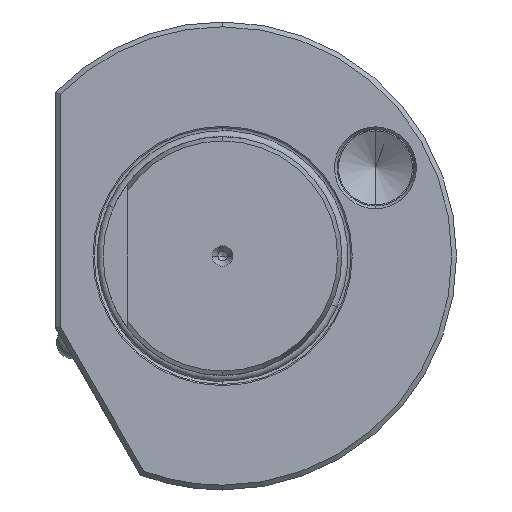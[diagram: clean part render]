
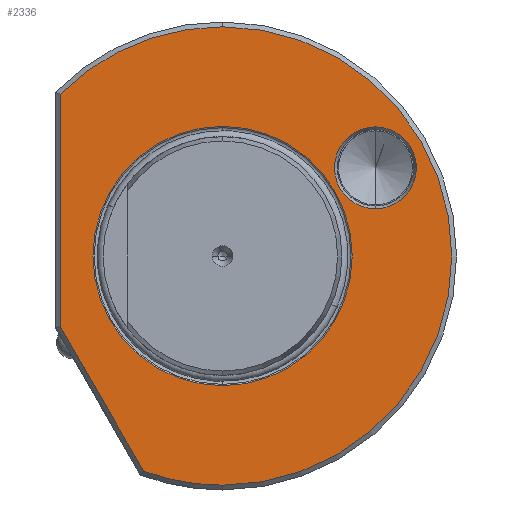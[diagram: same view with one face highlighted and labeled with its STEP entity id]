
A CAD part, left-side view. The second image highlights one B-rep face of the part: STEP entity #2336.
In plain terms, the highlighted planar face has unit normal (-1, 0, 0).
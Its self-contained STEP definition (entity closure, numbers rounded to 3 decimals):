
#1215 = CARTESIAN_POINT ( 'NONE',  ( 2., -32.01, 18.46 ) ) ;
#1218 = DIRECTION ( 'NONE',  ( 0., 0., -1. ) ) ;
#1225 = DIRECTION ( 'NONE',  ( 1., 0., 0. ) ) ;
#1235 = DIRECTION ( 'NONE',  ( 0., 0., -1. ) ) ;
#1244 = CARTESIAN_POINT ( 'NONE',  ( 2., 0., 0. ) ) ;
#1258 = DIRECTION ( 'NONE',  ( 1., 0., 0. ) ) ;
#1284 = DIRECTION ( 'NONE',  ( 0., 0., -1. ) ) ;
#1323 = DIRECTION ( 'NONE',  ( 1., 0., 0. ) ) ;
#1326 = CARTESIAN_POINT ( 'NONE',  ( 2., 0., 0. ) ) ;
#1328 = CARTESIAN_POINT ( 'NONE',  ( 2., 34., -32.848 ) ) ;
#1342 = CARTESIAN_POINT ( 'NONE',  ( 2., 38.135, -7.583 ) ) ;
#1378 = DIRECTION ( 'NONE',  ( 0., 0., -1. ) ) ;
#1395 = DIRECTION ( 'NONE',  ( 0., -0.5, -0.866 ) ) ;
#2336 = ADVANCED_FACE ( 'NONE', ( #12817, #12823, #12819 ), #32174, .F. ) ;
#3274 = CARTESIAN_POINT ( 'NONE',  ( 2., 34., -14.745 ) ) ;
#4688 = CARTESIAN_POINT ( 'NONE',  ( 2., 0., -27.15 ) ) ;
#4698 = CARTESIAN_POINT ( 'NONE',  ( 2., -32.01, 9.883 ) ) ;
#4700 = CARTESIAN_POINT ( 'NONE',  ( 2., -32.01, 27.037 ) ) ;
#4760 = CARTESIAN_POINT ( 'NONE',  ( 2., 0., 27.15 ) ) ;
#4833 = CARTESIAN_POINT ( 'NONE',  ( 2., 0., 48. ) ) ;
#4865 = CARTESIAN_POINT ( 'NONE',  ( 2., 16.486, -45.08 ) ) ;
#4889 = CARTESIAN_POINT ( 'NONE',  ( 2., 0., -48. ) ) ;
#4890 = CARTESIAN_POINT ( 'NONE',  ( 2., 34., 33.882 ) ) ;
#6934 = EDGE_CURVE ( 'NONE', #12578, #12515, #8457, .T. ) ;
#7595 = EDGE_CURVE ( 'NONE', #12475, #12474, #8563, .T. ) ;
#8402 = CIRCLE ( 'NONE', #33437, 48. ) ;
#8433 = CIRCLE ( 'NONE', #33417, 48. ) ;
#8457 = CIRCLE ( 'NONE', #33709, 27.15 ) ;
#8563 = CIRCLE ( 'NONE', #33740, 8.577 ) ;
#8811 = CIRCLE ( 'NONE', #33795, 8.577 ) ;
#8827 = CIRCLE ( 'NONE', #33809, 27.15 ) ;
#8869 = CIRCLE ( 'NONE', #33796, 48. ) ;
#8885 = LINE ( 'NONE', #1328, #8887 ) ;
#8887 = VECTOR ( 'NONE', #1378, 1000. ) ;
#8899 = VECTOR ( 'NONE', #1395, 1000. ) ;
#8921 = LINE ( 'NONE', #1342, #8899 ) ;
#12251 = ORIENTED_EDGE ( 'NONE', *, *, #29404, .T. ) ;
#12262 = ORIENTED_EDGE ( 'NONE', *, *, #6934, .T. ) ;
#12263 = ORIENTED_EDGE ( 'NONE', *, *, #29386, .T. ) ;
#12271 = ORIENTED_EDGE ( 'NONE', *, *, #33716, .F. ) ;
#12273 = ORIENTED_EDGE ( 'NONE', *, *, #33723, .F. ) ;
#12288 = ORIENTED_EDGE ( 'NONE', *, *, #29421, .T. ) ;
#12290 = ORIENTED_EDGE ( 'NONE', *, *, #7595, .T. ) ;
#12291 = ORIENTED_EDGE ( 'NONE', *, *, #29393, .F. ) ;
#12298 = ORIENTED_EDGE ( 'NONE', *, *, #29428, .T. ) ;
#12474 = VERTEX_POINT ( 'NONE', #4698 ) ;
#12475 = VERTEX_POINT ( 'NONE', #4700 ) ;
#12515 = VERTEX_POINT ( 'NONE', #4688 ) ;
#12578 = VERTEX_POINT ( 'NONE', #4760 ) ;
#12647 = VERTEX_POINT ( 'NONE', #4833 ) ;
#12659 = VERTEX_POINT ( 'NONE', #4889 ) ;
#12666 = VERTEX_POINT ( 'NONE', #4890 ) ;
#12681 = VERTEX_POINT ( 'NONE', #4865 ) ;
#12756 = VERTEX_POINT ( 'NONE', #3274 ) ;
#12817 = FACE_BOUND ( 'NONE', #34163, .T. ) ;
#12819 = FACE_OUTER_BOUND ( 'NONE', #15448, .T. ) ;
#12823 = FACE_BOUND ( 'NONE', #15553, .T. ) ;
#15448 = EDGE_LOOP ( 'NONE', ( #12288, #12298, #12291, #12271, #12273 ) ) ;
#15553 = EDGE_LOOP ( 'NONE', ( #12290, #12263 ) ) ;
#18320 = DIRECTION ( 'NONE',  ( 1., 0., 0. ) ) ;
#18332 = DIRECTION ( 'NONE',  ( 0., 0., -1. ) ) ;
#18341 = CARTESIAN_POINT ( 'NONE',  ( 2., 0., 0. ) ) ;
#18785 = DIRECTION ( 'NONE',  ( 1., 0., 0. ) ) ;
#18794 = DIRECTION ( 'NONE',  ( 0., 0., -1. ) ) ;
#18803 = CARTESIAN_POINT ( 'NONE',  ( 2., -32.01, 18.46 ) ) ;
#29386 = EDGE_CURVE ( 'NONE', #12474, #12475, #8811, .T. ) ;
#29393 = EDGE_CURVE ( 'NONE', #12659, #12681, #8869, .T. ) ;
#29404 = EDGE_CURVE ( 'NONE', #12515, #12578, #8827, .T. ) ;
#29421 = EDGE_CURVE ( 'NONE', #12666, #12756, #8885, .T. ) ;
#29428 = EDGE_CURVE ( 'NONE', #12756, #12681, #8921, .T. ) ;
#30443 = DIRECTION ( 'NONE',  ( 0., 0., -1. ) ) ;
#30455 = CARTESIAN_POINT ( 'NONE',  ( 2., 0., 0. ) ) ;
#30465 = DIRECTION ( 'NONE',  ( 0., 0., -1. ) ) ;
#30475 = CARTESIAN_POINT ( 'NONE',  ( 2., 0., 0. ) ) ;
#30478 = DIRECTION ( 'NONE',  ( 1., 0., 0. ) ) ;
#30484 = DIRECTION ( 'NONE',  ( 1., 0., 0. ) ) ;
#32144 = DIRECTION ( 'NONE',  ( 1., 0., 0. ) ) ;
#32174 = PLANE ( 'NONE',  #33702 ) ;
#32175 = CARTESIAN_POINT ( 'NONE',  ( 2., 25., 0. ) ) ;
#32176 = DIRECTION ( 'NONE',  ( 0., 0., -1. ) ) ;
#33417 = AXIS2_PLACEMENT_3D ( 'NONE', #30455, #30478, #30443 ) ;
#33437 = AXIS2_PLACEMENT_3D ( 'NONE', #30475, #30484, #30465 ) ;
#33702 = AXIS2_PLACEMENT_3D ( 'NONE', #32175, #32144, #32176 ) ;
#33709 = AXIS2_PLACEMENT_3D ( 'NONE', #18341, #18320, #18332 ) ;
#33716 = EDGE_CURVE ( 'NONE', #12647, #12659, #8433, .T. ) ;
#33723 = EDGE_CURVE ( 'NONE', #12666, #12647, #8402, .T. ) ;
#33740 = AXIS2_PLACEMENT_3D ( 'NONE', #18803, #18785, #18794 ) ;
#33795 = AXIS2_PLACEMENT_3D ( 'NONE', #1215, #1225, #1218 ) ;
#33796 = AXIS2_PLACEMENT_3D ( 'NONE', #1244, #1258, #1235 ) ;
#33809 = AXIS2_PLACEMENT_3D ( 'NONE', #1326, #1323, #1284 ) ;
#34163 = EDGE_LOOP ( 'NONE', ( #12262, #12251 ) ) ;
